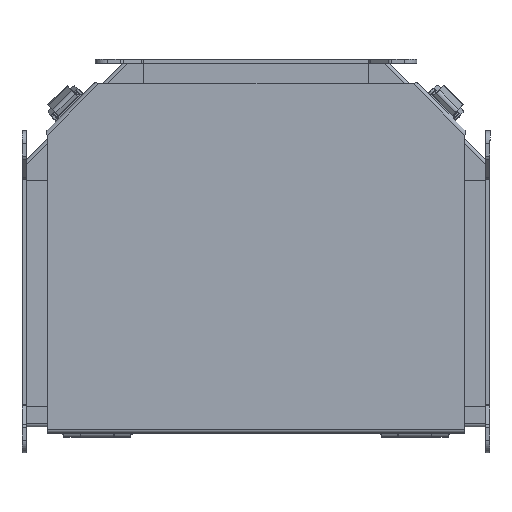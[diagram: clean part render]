
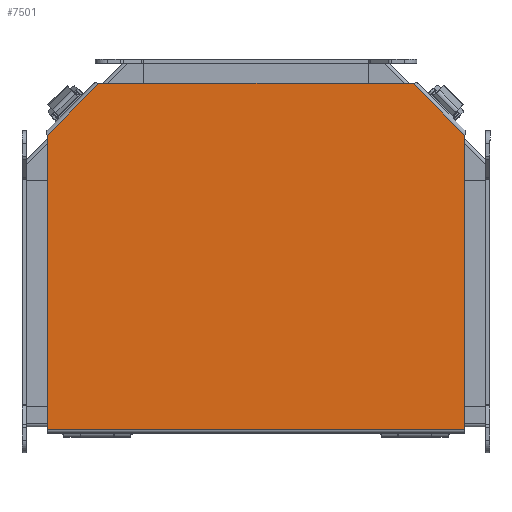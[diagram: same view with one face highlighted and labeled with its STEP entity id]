
A CAD part, front view. The second image highlights one B-rep face of the part: STEP entity #7501.
In plain terms, the highlighted planar face has unit normal (0, -1, 0).
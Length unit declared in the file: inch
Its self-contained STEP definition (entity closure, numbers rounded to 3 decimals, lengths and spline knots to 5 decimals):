
#347 = ORIENTED_EDGE ( 'NONE', *, *, #8141, .T. ) ;
#423 = DIRECTION ( 'NONE',  ( -0.707, 0., 0.707 ) ) ;
#497 = EDGE_CURVE ( 'NONE', #9710, #3630, #4331, .T. ) ;
#875 = DIRECTION ( 'NONE',  ( -1., 0., 0. ) ) ;
#1528 = EDGE_CURVE ( 'NONE', #16324, #11086, #1660, .T. ) ;
#1660 = LINE ( 'NONE', #9695, #2796 ) ;
#1977 = CARTESIAN_POINT ( 'NONE',  ( 6.25, -4.172, 8.72276 ) ) ;
#2262 = EDGE_CURVE ( 'NONE', #15154, #12004, #13939, .T. ) ;
#2796 = VECTOR ( 'NONE', #12232, 39.37008 ) ;
#3538 = CARTESIAN_POINT ( 'NONE',  ( 6.25, -4.172, 8.72276 ) ) ;
#3630 = VERTEX_POINT ( 'NONE', #11596 ) ;
#3652 = DIRECTION ( 'NONE',  ( 0., 0., 1. ) ) ;
#4331 = LINE ( 'NONE', #11318, #15321 ) ;
#4581 = DIRECTION ( 'NONE',  ( 1., 0., 0. ) ) ;
#4666 = ORIENTED_EDGE ( 'NONE', *, *, #1528, .T. ) ;
#5348 = CARTESIAN_POINT ( 'NONE',  ( -6.25, -4.172, 10.2745 ) ) ;
#6219 = ORIENTED_EDGE ( 'NONE', *, *, #7549, .T. ) ;
#6278 = DIRECTION ( 'NONE',  ( 0., -1., 0. ) ) ;
#6464 = CARTESIAN_POINT ( 'NONE',  ( -6.25, -4.172, 8.72276 ) ) ;
#6842 = DIRECTION ( 'NONE',  ( 0., 0., -1. ) ) ;
#7501 = ADVANCED_FACE ( 'NONE', ( #7584 ), #12999, .T. ) ;
#7549 = EDGE_CURVE ( 'NONE', #3630, #15154, #14488, .T. ) ;
#7584 = FACE_OUTER_BOUND ( 'NONE', #9417, .T. ) ;
#7668 = CARTESIAN_POINT ( 'NONE',  ( 6.25, -4.172, 10.2745 ) ) ;
#8001 = CARTESIAN_POINT ( 'NONE',  ( 6.25, -4.172, 10.2745 ) ) ;
#8141 = EDGE_CURVE ( 'NONE', #12004, #16324, #9404, .T. ) ;
#8151 = LINE ( 'NONE', #5348, #15215 ) ;
#8208 = AXIS2_PLACEMENT_3D ( 'NONE', #7668, #6278, #875 ) ;
#8498 = VECTOR ( 'NONE', #3652, 39.37008 ) ;
#8550 = EDGE_CURVE ( 'NONE', #11086, #9710, #8151, .T. ) ;
#8647 = ORIENTED_EDGE ( 'NONE', *, *, #497, .T. ) ;
#9404 = LINE ( 'NONE', #8001, #10750 ) ;
#9417 = EDGE_LOOP ( 'NONE', ( #6219, #12604, #347, #4666, #11662, #8647 ) ) ;
#9695 = CARTESIAN_POINT ( 'NONE',  ( -4.69826, -4.172, 10.2745 ) ) ;
#9710 = VERTEX_POINT ( 'NONE', #10940 ) ;
#10236 = CARTESIAN_POINT ( 'NONE',  ( 4.69826, -4.172, 10.2745 ) ) ;
#10750 = VECTOR ( 'NONE', #13327, 39.37008 ) ;
#10940 = CARTESIAN_POINT ( 'NONE',  ( -6.25, -4.172, -0.0785 ) ) ;
#11086 = VERTEX_POINT ( 'NONE', #6464 ) ;
#11318 = CARTESIAN_POINT ( 'NONE',  ( 6.25, -4.172, -0.0785 ) ) ;
#11471 = VECTOR ( 'NONE', #423, 39.37008 ) ;
#11596 = CARTESIAN_POINT ( 'NONE',  ( 6.25, -4.172, -0.0785 ) ) ;
#11662 = ORIENTED_EDGE ( 'NONE', *, *, #8550, .T. ) ;
#12004 = VERTEX_POINT ( 'NONE', #10236 ) ;
#12232 = DIRECTION ( 'NONE',  ( -0.707, 0., -0.707 ) ) ;
#12604 = ORIENTED_EDGE ( 'NONE', *, *, #2262, .T. ) ;
#12999 = PLANE ( 'NONE',  #8208 ) ;
#13327 = DIRECTION ( 'NONE',  ( -1., 0., 0. ) ) ;
#13939 = LINE ( 'NONE', #1977, #11471 ) ;
#14488 = LINE ( 'NONE', #15631, #8498 ) ;
#15154 = VERTEX_POINT ( 'NONE', #3538 ) ;
#15215 = VECTOR ( 'NONE', #6842, 39.37008 ) ;
#15321 = VECTOR ( 'NONE', #4581, 39.37008 ) ;
#15631 = CARTESIAN_POINT ( 'NONE',  ( 6.25, -4.172, 10.2745 ) ) ;
#15778 = CARTESIAN_POINT ( 'NONE',  ( -4.69826, -4.172, 10.2745 ) ) ;
#16324 = VERTEX_POINT ( 'NONE', #15778 ) ;
